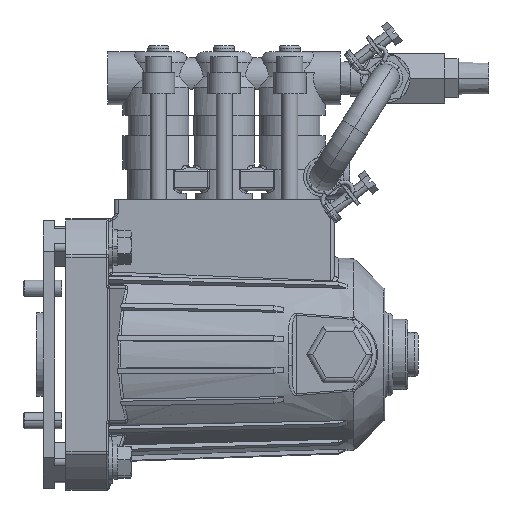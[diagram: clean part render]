
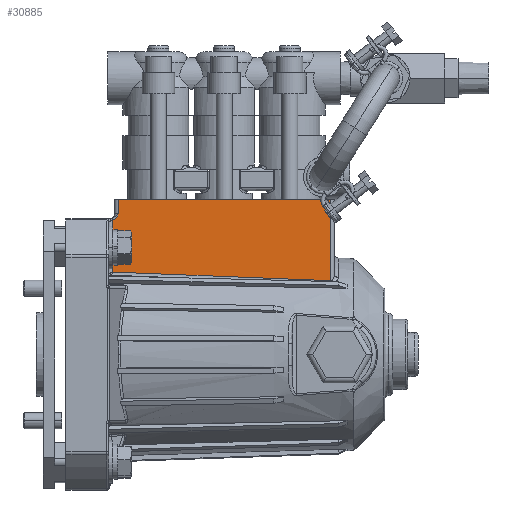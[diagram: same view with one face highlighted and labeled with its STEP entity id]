
A CAD part, front view. The second image highlights one B-rep face of the part: STEP entity #30885.
In plain terms, the highlighted planar face has unit normal (0, -1, 0).
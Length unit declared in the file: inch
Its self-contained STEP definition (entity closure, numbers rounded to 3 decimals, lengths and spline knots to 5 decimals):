
#368 = ORIENTED_EDGE ( 'NONE', *, *, #9275, .T. ) ;
#1387 = CARTESIAN_POINT ( 'NONE',  ( -3.31726, -1.72547, 1.59618 ) ) ;
#1599 = CARTESIAN_POINT ( 'NONE',  ( -3.31726, -1.72547, 2.59995 ) ) ;
#1854 = EDGE_CURVE ( 'NONE', #5445, #28344, #2096, .T. ) ;
#2096 = LINE ( 'NONE', #14943, #10356 ) ;
#2282 = ORIENTED_EDGE ( 'NONE', *, *, #12611, .T. ) ;
#2720 = CARTESIAN_POINT ( 'NONE',  ( -3.26093, -1.72547, 2.64226 ) ) ;
#5189 = LINE ( 'NONE', #18024, #12022 ) ;
#5445 = VERTEX_POINT ( 'NONE', #40565 ) ;
#5446 = ORIENTED_EDGE ( 'NONE', *, *, #29376, .T. ) ;
#5659 = EDGE_CURVE ( 'NONE', #36841, #7250, #34826, .T. ) ;
#5874 = CARTESIAN_POINT ( 'NONE',  ( -3.22063, -1.72547, 2.7 ) ) ;
#6082 = EDGE_CURVE ( 'NONE', #7032, #5445, #5189, .T. ) ;
#7032 = VERTEX_POINT ( 'NONE', #28117 ) ;
#7250 = VERTEX_POINT ( 'NONE', #38767 ) ;
#7459 = EDGE_LOOP ( 'NONE', ( #31478, #5446, #2282, #39452, #368, #16223 ) ) ;
#7983 = CARTESIAN_POINT ( 'NONE',  ( -3.31726, -1.72547, 2.625 ) ) ;
#7985 = CARTESIAN_POINT ( 'NONE',  ( -1.91388, -1.72547, 1.54196 ) ) ;
#8208 = AXIS2_PLACEMENT_3D ( 'NONE', #8560, #21400, #34203 ) ;
#8560 = CARTESIAN_POINT ( 'NONE',  ( -3.39726, -1.72547, 2.625 ) ) ;
#9275 = EDGE_CURVE ( 'NONE', #7250, #7032, #13176, .T. ) ;
#10356 = VECTOR ( 'NONE', #27735, 39.37008 ) ;
#12022 = VECTOR ( 'NONE', #30816, 39.37008 ) ;
#12396 = CARTESIAN_POINT ( 'NONE',  ( -3.30433, -1.72547, 2.60607 ) ) ;
#12611 = EDGE_CURVE ( 'NONE', #40974, #36841, #36742, .T. ) ;
#13176 = LINE ( 'NONE', #25992, #36769 ) ;
#14943 = CARTESIAN_POINT ( 'NONE',  ( -3.20726, -1.72547, 2.625 ) ) ;
#15572 = CARTESIAN_POINT ( 'NONE',  ( -3.27085, -1.72547, 2.63209 ) ) ;
#16223 = ORIENTED_EDGE ( 'NONE', *, *, #6082, .T. ) ;
#18024 = CARTESIAN_POINT ( 'NONE',  ( -3.28726, -1.72547, 3. ) ) ;
#18699 = CARTESIAN_POINT ( 'NONE',  ( -3.23419, -1.72547, 2.67499 ) ) ;
#18811 = B_SPLINE_CURVE_WITH_KNOTS ( 'NONE', 3,
 ( #34642, #5874, #18699, #31501, #2720, #15572, #28363, #41083, #12396, #25207 ),
 .UNSPECIFIED., .F., .F.,
 ( 4, 2, 2, 2, 4 ),
 ( -0.00001, 0.00215, 0.00269, 0.00323, 0.00431 ),
 .UNSPECIFIED. ) ;
#19796 = VECTOR ( 'NONE', #20825, 39.37008 ) ;
#20825 = DIRECTION ( 'NONE',  ( 0., 0., -1. ) ) ;
#20827 = CARTESIAN_POINT ( 'NONE',  ( -0.51054, -1.72547, 1.48663 ) ) ;
#21400 = DIRECTION ( 'NONE',  ( 0., -1., 0. ) ) ;
#24540 = FACE_OUTER_BOUND ( 'NONE', #7459, .T. ) ;
#25207 = CARTESIAN_POINT ( 'NONE',  ( -3.31726, -1.72547, 2.59995 ) ) ;
#25992 = CARTESIAN_POINT ( 'NONE',  ( 0.89274, -1.72547, 3. ) ) ;
#27735 = DIRECTION ( 'NONE',  ( 0., 0., -1. ) ) ;
#28117 = CARTESIAN_POINT ( 'NONE',  ( 0.89274, -1.72547, 3. ) ) ;
#28344 = VERTEX_POINT ( 'NONE', #39954 ) ;
#28363 = CARTESIAN_POINT ( 'NONE',  ( -3.2761, -1.72547, 2.62723 ) ) ;
#29376 = EDGE_CURVE ( 'NONE', #28344, #40974, #18811, .T. ) ;
#30816 = DIRECTION ( 'NONE',  ( -1., 0., 0. ) ) ;
#30885 = ADVANCED_FACE ( 'NONE', ( #24540 ), #37313, .T. ) ;
#31478 = ORIENTED_EDGE ( 'NONE', *, *, #1854, .T. ) ;
#31501 = CARTESIAN_POINT ( 'NONE',  ( -3.25627, -1.72547, 2.64756 ) ) ;
#33614 = CARTESIAN_POINT ( 'NONE',  ( 0.89274, -1.72547, 1.42975 ) ) ;
#34203 = DIRECTION ( 'NONE',  ( 0., 0., -1. ) ) ;
#34642 = CARTESIAN_POINT ( 'NONE',  ( -3.20726, -1.72547, 2.725 ) ) ;
#34826 = B_SPLINE_CURVE_WITH_KNOTS ( 'NONE', 3,
 ( #36744, #7985, #20827, #33614 ),
 .UNSPECIFIED., .F., .F.,
 ( 4, 4 ),
 ( 0., 0.10702 ),
 .UNSPECIFIED. ) ;
#36742 = LINE ( 'NONE', #7983, #19796 ) ;
#36744 = CARTESIAN_POINT ( 'NONE',  ( -3.31726, -1.72547, 1.59618 ) ) ;
#36769 = VECTOR ( 'NONE', #38768, 39.37008 ) ;
#36841 = VERTEX_POINT ( 'NONE', #1387 ) ;
#37313 = PLANE ( 'NONE',  #8208 ) ;
#38767 = CARTESIAN_POINT ( 'NONE',  ( 0.89274, -1.72547, 1.42975 ) ) ;
#38768 = DIRECTION ( 'NONE',  ( 0., 0., 1. ) ) ;
#39452 = ORIENTED_EDGE ( 'NONE', *, *, #5659, .T. ) ;
#39954 = CARTESIAN_POINT ( 'NONE',  ( -3.20726, -1.72547, 2.725 ) ) ;
#40565 = CARTESIAN_POINT ( 'NONE',  ( -3.20726, -1.72547, 3. ) ) ;
#40974 = VERTEX_POINT ( 'NONE', #1599 ) ;
#41083 = CARTESIAN_POINT ( 'NONE',  ( -3.29249, -1.72547, 2.61374 ) ) ;
